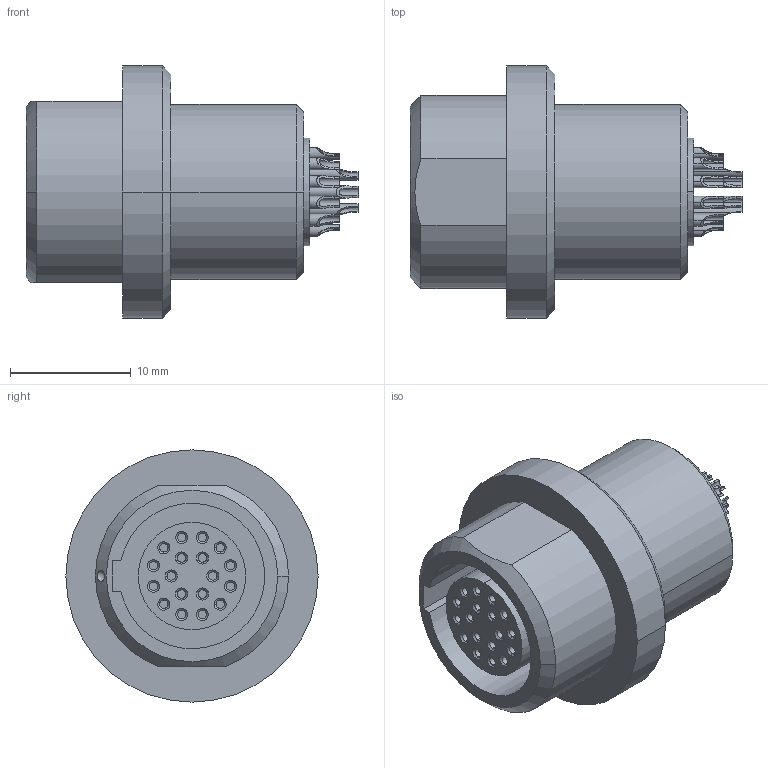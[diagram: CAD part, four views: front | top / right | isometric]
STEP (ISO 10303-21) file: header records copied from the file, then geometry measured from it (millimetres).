
FILE_DESCRIPTION((''),'2;1');
FILE_NAME('G82B0C-P18L','2020-09-02T11:15:50',('RTrager'),(''),'CREO PARAMETRIC BY PTC INC, 2018300','CREO PARAMETRIC BY PTC INC, 2018300','');
FILE_SCHEMA(('AP242_MANAGED_MODEL_BASED_3D_ENGINEERING_MIM_LF { 1 0 10303 442 1 1 4 }'));
Length unit declared in the file: millimetre
Products named in the file (1): G82B0C-P18L
Bounding box: 27.5 x 20.9 x 20.9 mm (x, y, z)
Volume: 3997.7 mm3; surface area: 3158.5 mm2
Topology: 1 solids, 1 shells, 298 faces, 722 edges, 466 vertices
Faces by surface type: cylinder 155, plane 73, cone 42, torus 18, bspline 9, sphere 1
Entity records: 15759 total; most frequent: CARTESIAN_POINT 3244, DIRECTION 1552, ORIENTED_EDGE 1440, PRESENTATION_STYLE_ASSIGNMENT 986, STYLED_ITEM 724, CURVE_STYLE 720, EDGE_CURVE 720, AXIS2_PLACEMENT_3D 640
